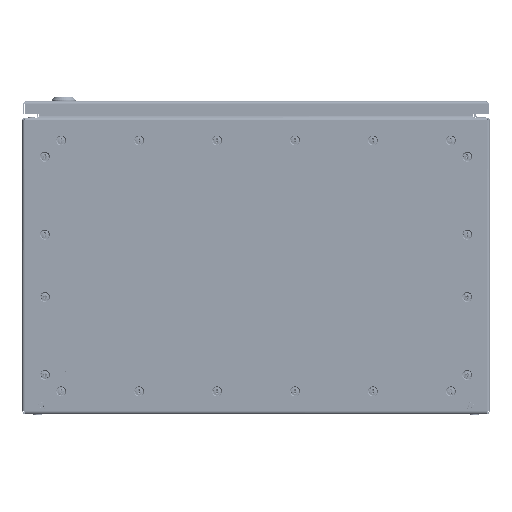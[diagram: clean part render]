
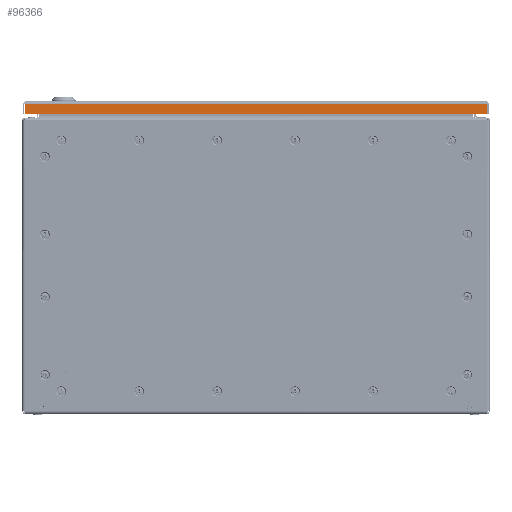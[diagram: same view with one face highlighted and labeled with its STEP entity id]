
A CAD part, front view. The second image highlights one B-rep face of the part: STEP entity #96366.
In plain terms, the highlighted planar face has unit normal (0, -1, 0).
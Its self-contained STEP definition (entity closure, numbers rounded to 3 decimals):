
#2521 = DIRECTION ( 'NONE',  ( 0., 0., -1. ) ) ;
#6357 = DIRECTION ( 'NONE',  ( 1., 0., 0. ) ) ;
#16002 = ORIENTED_EDGE ( 'NONE', *, *, #20381, .F. ) ;
#19762 = DIRECTION ( 'NONE',  ( 0., 0., 1. ) ) ;
#20381 = EDGE_CURVE ( 'NONE', #52334, #118147, #116667, .T. ) ;
#42823 = CARTESIAN_POINT ( 'NONE',  ( -296.746, -698., -3.4 ) ) ;
#43264 = AXIS2_PLACEMENT_3D ( 'NONE', #56972, #47957, #19762 ) ;
#47957 = DIRECTION ( 'NONE',  ( 0., 1., 0. ) ) ;
#48564 = EDGE_LOOP ( 'NONE', ( #93352, #16002, #114851, #48801 ) ) ;
#48801 = ORIENTED_EDGE ( 'NONE', *, *, #90342, .T. ) ;
#50476 = VERTEX_POINT ( 'NONE', #68471 ) ;
#50894 = FACE_OUTER_BOUND ( 'NONE', #48564, .T. ) ;
#52334 = VERTEX_POINT ( 'NONE', #42823 ) ;
#55030 = CARTESIAN_POINT ( 'NONE',  ( 296.746, -698., -3.4 ) ) ;
#55333 = DIRECTION ( 'NONE',  ( 0., 0., -1. ) ) ;
#55573 = EDGE_CURVE ( 'NONE', #118147, #107720, #100851, .T. ) ;
#56972 = CARTESIAN_POINT ( 'NONE',  ( 0., -698., 0. ) ) ;
#63278 = CARTESIAN_POINT ( 'NONE',  ( 296.746, -698., -16.5 ) ) ;
#63698 = CARTESIAN_POINT ( 'NONE',  ( 0., -698., -16.5 ) ) ;
#65716 = DIRECTION ( 'NONE',  ( 1., 0., 0. ) ) ;
#67723 = LINE ( 'NONE', #79580, #108616 ) ;
#68471 = CARTESIAN_POINT ( 'NONE',  ( -296.746, -698., -16.5 ) ) ;
#69229 = VECTOR ( 'NONE', #6357, 1000. ) ;
#75848 = PLANE ( 'NONE',  #43264 ) ;
#78871 = VECTOR ( 'NONE', #55333, 1000. ) ;
#79580 = CARTESIAN_POINT ( 'NONE',  ( -296.746, -698., 0. ) ) ;
#90342 = EDGE_CURVE ( 'NONE', #50476, #107720, #113054, .T. ) ;
#90607 = EDGE_CURVE ( 'NONE', #52334, #50476, #67723, .T. ) ;
#93352 = ORIENTED_EDGE ( 'NONE', *, *, #55573, .F. ) ;
#96366 = ADVANCED_FACE ( 'NONE', ( #50894 ), #75848, .F. ) ;
#100813 = CARTESIAN_POINT ( 'NONE',  ( 296.746, -698., -1.4 ) ) ;
#100851 = LINE ( 'NONE', #100813, #78871 ) ;
#107720 = VERTEX_POINT ( 'NONE', #63278 ) ;
#108616 = VECTOR ( 'NONE', #2521, 1000. ) ;
#110666 = CARTESIAN_POINT ( 'NONE',  ( 298.5, -698., -3.4 ) ) ;
#113054 = LINE ( 'NONE', #63698, #69229 ) ;
#114851 = ORIENTED_EDGE ( 'NONE', *, *, #90607, .T. ) ;
#116667 = LINE ( 'NONE', #110666, #118066 ) ;
#118066 = VECTOR ( 'NONE', #65716, 1000. ) ;
#118147 = VERTEX_POINT ( 'NONE', #55030 ) ;
